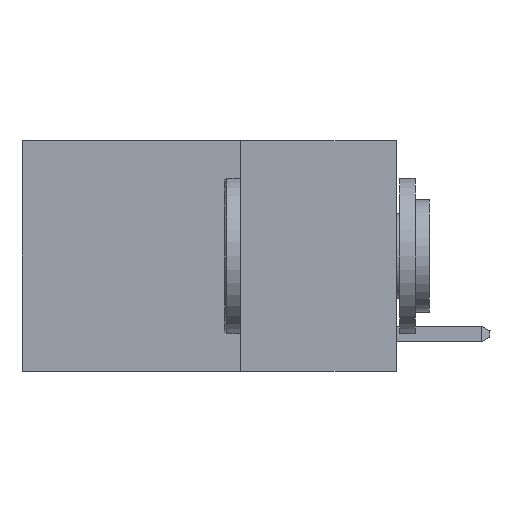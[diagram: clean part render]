
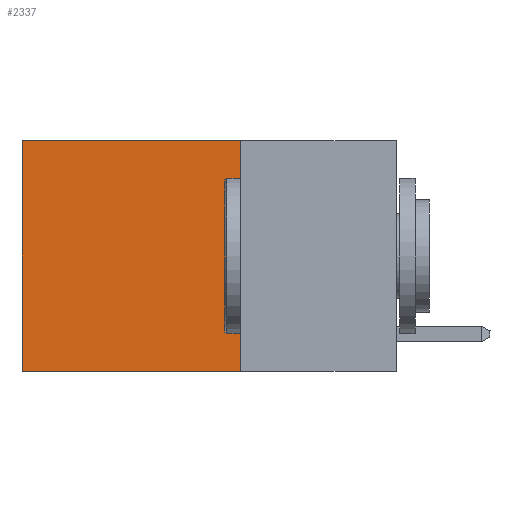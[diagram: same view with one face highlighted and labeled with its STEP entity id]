
A CAD part, left-side view. The second image highlights one B-rep face of the part: STEP entity #2337.
In plain terms, the highlighted planar face has unit normal (-1, 0, 0).
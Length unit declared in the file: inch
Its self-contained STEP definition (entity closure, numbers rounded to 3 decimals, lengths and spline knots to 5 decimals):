
#123 = VECTOR ( 'NONE', #6564, 39.37008 ) ;
#1065 = EDGE_LOOP ( 'NONE', ( #9733, #17535, #1245, #13785 ) ) ;
#1245 = ORIENTED_EDGE ( 'NONE', *, *, #8174, .F. ) ;
#2097 = VECTOR ( 'NONE', #13269, 39.37008 ) ;
#2337 = ADVANCED_FACE ( 'NONE', ( #6406 ), #4896, .F. ) ;
#2698 = CARTESIAN_POINT ( 'NONE',  ( 0.2625, 0.25, 0. ) ) ;
#3166 = DIRECTION ( 'NONE',  ( 0., 1., 0. ) ) ;
#3892 = VERTEX_POINT ( 'NONE', #6086 ) ;
#4739 = VERTEX_POINT ( 'NONE', #2698 ) ;
#4896 = PLANE ( 'NONE',  #11894 ) ;
#5561 = DIRECTION ( 'NONE',  ( 1., 0., 0. ) ) ;
#5891 = EDGE_CURVE ( 'NONE', #7900, #3892, #12322, .T. ) ;
#6086 = CARTESIAN_POINT ( 'NONE',  ( 0.2625, 0.6, -0.37 ) ) ;
#6406 = FACE_OUTER_BOUND ( 'NONE', #1065, .T. ) ;
#6564 = DIRECTION ( 'NONE',  ( 0., 0., -1. ) ) ;
#7158 = CARTESIAN_POINT ( 'NONE',  ( 0.2625, 0.25, 0. ) ) ;
#7566 = CARTESIAN_POINT ( 'NONE',  ( 0.2625, 0.25, -0.37 ) ) ;
#7658 = EDGE_CURVE ( 'NONE', #8115, #3892, #17679, .T. ) ;
#7900 = VERTEX_POINT ( 'NONE', #7566 ) ;
#8115 = VERTEX_POINT ( 'NONE', #19677 ) ;
#8174 = EDGE_CURVE ( 'NONE', #4739, #7900, #16549, .T. ) ;
#9733 = ORIENTED_EDGE ( 'NONE', *, *, #7658, .T. ) ;
#10087 = CARTESIAN_POINT ( 'NONE',  ( 0.2625, 0.6, 0. ) ) ;
#11155 = EDGE_CURVE ( 'NONE', #4739, #8115, #15414, .T. ) ;
#11894 = AXIS2_PLACEMENT_3D ( 'NONE', #19081, #5561, #14484 ) ;
#12322 = LINE ( 'NONE', #16915, #16396 ) ;
#12427 = DIRECTION ( 'NONE',  ( 0., 1., 0. ) ) ;
#12476 = VECTOR ( 'NONE', #12427, 39.37008 ) ;
#13269 = DIRECTION ( 'NONE',  ( 0., 0., -1. ) ) ;
#13785 = ORIENTED_EDGE ( 'NONE', *, *, #11155, .T. ) ;
#14484 = DIRECTION ( 'NONE',  ( 0., 0., -1. ) ) ;
#15414 = LINE ( 'NONE', #19657, #12476 ) ;
#16396 = VECTOR ( 'NONE', #3166, 39.37008 ) ;
#16549 = LINE ( 'NONE', #7158, #2097 ) ;
#16915 = CARTESIAN_POINT ( 'NONE',  ( 0.2625, 0.25, -0.37 ) ) ;
#17535 = ORIENTED_EDGE ( 'NONE', *, *, #5891, .F. ) ;
#17679 = LINE ( 'NONE', #10087, #123 ) ;
#19081 = CARTESIAN_POINT ( 'NONE',  ( 0.2625, 0.25, 0. ) ) ;
#19657 = CARTESIAN_POINT ( 'NONE',  ( 0.2625, 0.25, 0. ) ) ;
#19677 = CARTESIAN_POINT ( 'NONE',  ( 0.2625, 0.6, 0. ) ) ;
